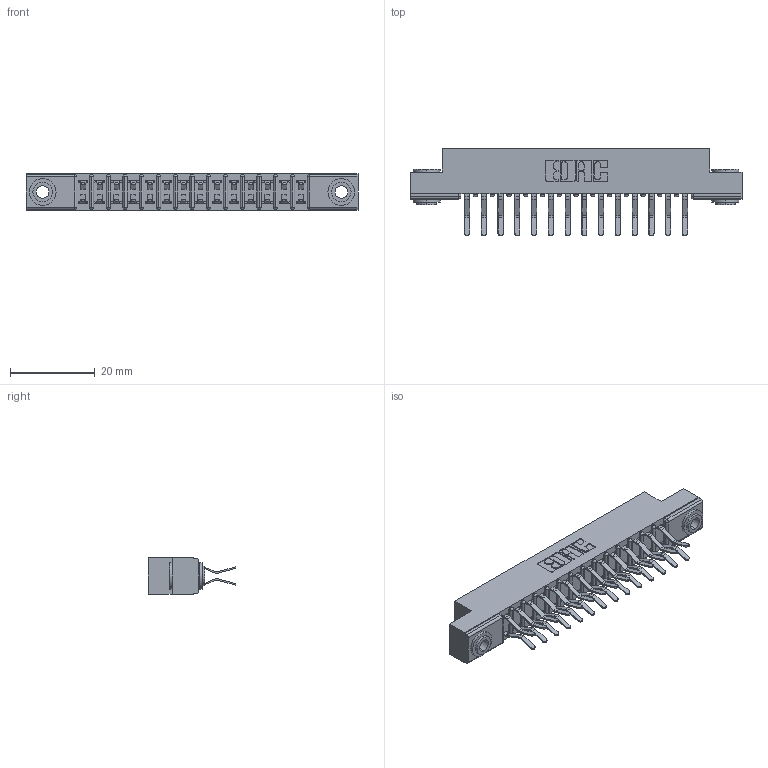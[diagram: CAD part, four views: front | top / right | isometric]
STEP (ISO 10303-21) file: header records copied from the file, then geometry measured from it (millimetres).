
FILE_DESCRIPTION (( 'STEP AP203' ), '1' );
FILE_NAME ('357-028-460-203.STEP', '2020-10-03T04:57:42', ( '' ), ( '' ), 'SwSTEP 2.0', 'SolidWorks 2020', '' );
FILE_SCHEMA (( 'CONFIG_CONTROL_DESIGN' ));
Length unit declared in the file: inch
Products named in the file (4): 345-250-002_345-250-002-102; 307-290-001_560; 307 Part_.156 Dia Mounting Holes; 357-028-460-203
Assembly tree (31 placements, depth 2):
  357-028-460-203
    307 Part_.156 Dia Mounting Holes
    307-290-001_560  x28
    345-250-002_345-250-002-102  x2
Bounding box: 78.49 x 20.73 x 8.71 mm (x, y, z)
Volume: 5170.9 mm3; surface area: 9175.2 mm2
Topology: 31 solids, 31 shells, 1585 faces, 4411 edges, 2858 vertices
Faces by surface type: plane 1018, cylinder 529, sphere 30, cone 8
Entity records: 17071 total; most frequent: CARTESIAN_POINT 2783, DIRECTION 2753, ORIENTED_EDGE 2746, EDGE_CURVE 1373, VECTOR 1033, LINE 1033, VERTEX_POINT 890, AXIS2_PLACEMENT_3D 860
